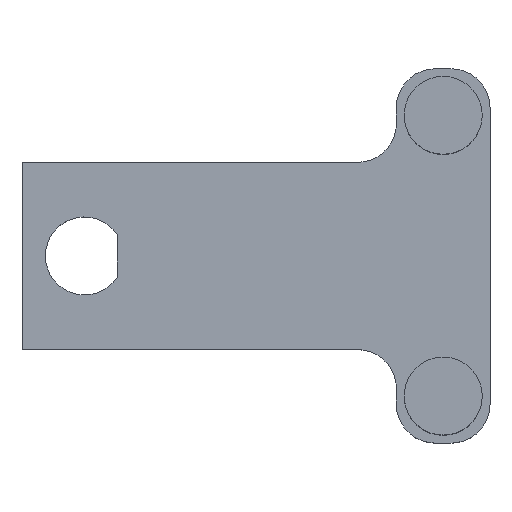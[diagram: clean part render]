
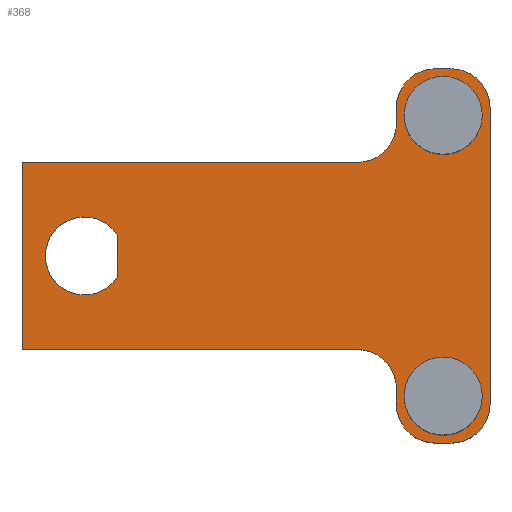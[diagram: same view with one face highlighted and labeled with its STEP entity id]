
A CAD part, top view. The second image highlights one B-rep face of the part: STEP entity #368.
In plain terms, the highlighted planar face has unit normal (0, 0, 1).
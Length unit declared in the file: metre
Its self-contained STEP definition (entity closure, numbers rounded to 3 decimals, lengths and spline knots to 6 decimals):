
#21=LINE('',#563,#55);
#22=LINE('',#568,#56);
#23=LINE('',#572,#57);
#24=LINE('',#574,#58);
#25=LINE('',#576,#59);
#26=LINE('',#580,#60);
#27=LINE('',#584,#61);
#28=LINE('',#588,#62);
#29=LINE('',#594,#63);
#55=VECTOR('',#449,1.);
#56=VECTOR('',#452,1.);
#57=VECTOR('',#455,1.);
#58=VECTOR('',#456,1.);
#59=VECTOR('',#457,1.);
#60=VECTOR('',#460,1.);
#61=VECTOR('',#463,1.);
#62=VECTOR('',#466,1.);
#63=VECTOR('',#471,1.);
#89=ORIENTED_EDGE('',*,*,#193,.T.);
#90=ORIENTED_EDGE('',*,*,#194,.T.);
#91=ORIENTED_EDGE('',*,*,#195,.T.);
#92=ORIENTED_EDGE('',*,*,#196,.F.);
#93=ORIENTED_EDGE('',*,*,#197,.T.);
#94=ORIENTED_EDGE('',*,*,#198,.F.);
#95=ORIENTED_EDGE('',*,*,#199,.T.);
#96=ORIENTED_EDGE('',*,*,#200,.F.);
#97=ORIENTED_EDGE('',*,*,#201,.T.);
#98=ORIENTED_EDGE('',*,*,#202,.F.);
#99=ORIENTED_EDGE('',*,*,#203,.T.);
#100=ORIENTED_EDGE('',*,*,#204,.F.);
#101=ORIENTED_EDGE('',*,*,#205,.T.);
#102=ORIENTED_EDGE('',*,*,#206,.F.);
#103=ORIENTED_EDGE('',*,*,#207,.T.);
#104=ORIENTED_EDGE('',*,*,#208,.F.);
#105=ORIENTED_EDGE('',*,*,#209,.T.);
#106=ORIENTED_EDGE('',*,*,#210,.F.);
#193=EDGE_CURVE('',#245,#245,#281,.T.);
#194=EDGE_CURVE('',#246,#247,#21,.T.);
#195=EDGE_CURVE('',#247,#248,#282,.T.);
#196=EDGE_CURVE('',#249,#248,#22,.T.);
#197=EDGE_CURVE('',#249,#250,#283,.F.);
#198=EDGE_CURVE('',#251,#250,#23,.T.);
#199=EDGE_CURVE('',#251,#252,#24,.T.);
#200=EDGE_CURVE('',#253,#252,#25,.T.);
#201=EDGE_CURVE('',#253,#254,#284,.F.);
#202=EDGE_CURVE('',#255,#254,#26,.T.);
#203=EDGE_CURVE('',#255,#256,#285,.T.);
#204=EDGE_CURVE('',#257,#256,#27,.T.);
#205=EDGE_CURVE('',#257,#258,#286,.T.);
#206=EDGE_CURVE('',#259,#258,#28,.T.);
#207=EDGE_CURVE('',#259,#246,#287,.T.);
#208=EDGE_CURVE('',#260,#261,#288,.T.);
#209=EDGE_CURVE('',#260,#261,#29,.T.);
#210=EDGE_CURVE('',#262,#262,#289,.T.);
#245=VERTEX_POINT('',#562);
#246=VERTEX_POINT('',#564);
#247=VERTEX_POINT('',#565);
#248=VERTEX_POINT('',#567);
#249=VERTEX_POINT('',#569);
#250=VERTEX_POINT('',#571);
#251=VERTEX_POINT('',#573);
#252=VERTEX_POINT('',#575);
#253=VERTEX_POINT('',#577);
#254=VERTEX_POINT('',#579);
#255=VERTEX_POINT('',#581);
#256=VERTEX_POINT('',#583);
#257=VERTEX_POINT('',#585);
#258=VERTEX_POINT('',#587);
#259=VERTEX_POINT('',#589);
#260=VERTEX_POINT('',#592);
#261=VERTEX_POINT('',#593);
#262=VERTEX_POINT('',#596);
#281=CIRCLE('',#404,0.0025);
#282=CIRCLE('',#405,0.0025);
#283=CIRCLE('',#406,0.0025);
#284=CIRCLE('',#407,0.0025);
#285=CIRCLE('',#408,0.0025);
#286=CIRCLE('',#409,0.0025);
#287=CIRCLE('',#410,0.0025);
#288=CIRCLE('',#411,0.0025);
#289=CIRCLE('',#412,0.0025);
#299=EDGE_LOOP('',(#89));
#300=EDGE_LOOP('',(#90,#91,#92,#93,#94,#95,#96,#97,#98,#99,#100,#101,#102,
#103));
#301=EDGE_LOOP('',(#104,#105));
#302=EDGE_LOOP('',(#106));
#327=FACE_BOUND('',#299,.T.);
#328=FACE_BOUND('',#300,.T.);
#329=FACE_BOUND('',#301,.T.);
#330=FACE_BOUND('',#302,.T.);
#355=PLANE('',#403);
#368=ADVANCED_FACE('',(#327,#328,#329,#330),#355,.T.);
#403=AXIS2_PLACEMENT_3D('',#560,#445,#446);
#404=AXIS2_PLACEMENT_3D('',#561,#447,#448);
#405=AXIS2_PLACEMENT_3D('',#566,#450,#451);
#406=AXIS2_PLACEMENT_3D('',#570,#453,#454);
#407=AXIS2_PLACEMENT_3D('',#578,#458,#459);
#408=AXIS2_PLACEMENT_3D('',#582,#461,#462);
#409=AXIS2_PLACEMENT_3D('',#586,#464,#465);
#410=AXIS2_PLACEMENT_3D('',#590,#467,#468);
#411=AXIS2_PLACEMENT_3D('',#591,#469,#470);
#412=AXIS2_PLACEMENT_3D('',#595,#472,#473);
#445=DIRECTION('',(0.,0.,1.));
#446=DIRECTION('',(1.,0.,0.));
#447=DIRECTION('',(0.,0.,-1.));
#448=DIRECTION('',(1.,0.,0.));
#449=DIRECTION('',(-1.,0.,0.));
#450=DIRECTION('',(0.,0.,1.));
#451=DIRECTION('',(1.,0.,0.));
#452=DIRECTION('',(0.,1.,0.));
#453=DIRECTION('',(0.,0.,1.));
#454=DIRECTION('',(1.,0.,0.));
#455=DIRECTION('',(1.,0.,0.));
#456=DIRECTION('',(0.,-1.,0.));
#457=DIRECTION('',(-1.,0.,0.));
#458=DIRECTION('',(0.,0.,1.));
#459=DIRECTION('',(1.,0.,0.));
#460=DIRECTION('',(0.,1.,0.));
#461=DIRECTION('',(0.,0.,1.));
#462=DIRECTION('',(1.,0.,0.));
#463=DIRECTION('',(-1.,0.,0.));
#464=DIRECTION('',(0.,0.,1.));
#465=DIRECTION('',(1.,0.,0.));
#466=DIRECTION('',(0.,-1.,0.));
#467=DIRECTION('',(0.,0.,1.));
#468=DIRECTION('',(1.,0.,0.));
#469=DIRECTION('',(0.,0.,1.));
#470=DIRECTION('',(1.,0.,0.));
#471=DIRECTION('',(0.,-1.,0.));
#472=DIRECTION('',(0.,0.,1.));
#473=DIRECTION('',(1.,0.,0.));
#560=CARTESIAN_POINT('',(0.095599,0.,-0.0055));
#561=CARTESIAN_POINT('',(0.120099,0.009,-0.0055));
#562=CARTESIAN_POINT('',(0.122599,0.009,-0.0055));
#563=CARTESIAN_POINT('',(0.108099,0.012,-0.0055));
#564=CARTESIAN_POINT('',(0.120599,0.012,-0.0055));
#565=CARTESIAN_POINT('',(0.119599,0.012,-0.0055));
#566=CARTESIAN_POINT('',(0.119599,0.0095,-0.0055));
#567=CARTESIAN_POINT('',(0.117099,0.0095,-0.0055));
#568=CARTESIAN_POINT('',(0.117099,-0.012,-0.0055));
#569=CARTESIAN_POINT('',(0.117099,0.0085,-0.0055));
#570=CARTESIAN_POINT('',(0.114599,0.0085,-0.0055));
#571=CARTESIAN_POINT('',(0.114599,0.006,-0.0055));
#572=CARTESIAN_POINT('',(0.108099,0.006,-0.0055));
#573=CARTESIAN_POINT('',(0.093099,0.006,-0.0055));
#574=CARTESIAN_POINT('',(0.093099,0.,-0.0055));
#575=CARTESIAN_POINT('',(0.093099,-0.006,-0.0055));
#576=CARTESIAN_POINT('',(0.108099,-0.006,-0.0055));
#577=CARTESIAN_POINT('',(0.114599,-0.006,-0.0055));
#578=CARTESIAN_POINT('',(0.114599,-0.0085,-0.0055));
#579=CARTESIAN_POINT('',(0.117099,-0.0085,-0.0055));
#580=CARTESIAN_POINT('',(0.117099,-0.012,-0.0055));
#581=CARTESIAN_POINT('',(0.117099,-0.0095,-0.0055));
#582=CARTESIAN_POINT('',(0.119599,-0.0095,-0.0055));
#583=CARTESIAN_POINT('',(0.119599,-0.012,-0.0055));
#584=CARTESIAN_POINT('',(0.108099,-0.012,-0.0055));
#585=CARTESIAN_POINT('',(0.120599,-0.012,-0.0055));
#586=CARTESIAN_POINT('',(0.120599,-0.0095,-0.0055));
#587=CARTESIAN_POINT('',(0.123099,-0.0095,-0.0055));
#588=CARTESIAN_POINT('',(0.123099,0.,-0.0055));
#589=CARTESIAN_POINT('',(0.123099,0.0095,-0.0055));
#590=CARTESIAN_POINT('',(0.120599,0.0095,-0.0055));
#591=CARTESIAN_POINT('',(0.097099,0.,-0.0055));
#592=CARTESIAN_POINT('',(0.099199,0.001356,-0.0055));
#593=CARTESIAN_POINT('',(0.099199,-0.001356,-0.0055));
#594=CARTESIAN_POINT('',(0.099199,0.,-0.0055));
#595=CARTESIAN_POINT('',(0.120099,-0.009,-0.0055));
#596=CARTESIAN_POINT('',(0.122599,-0.009,-0.0055));
